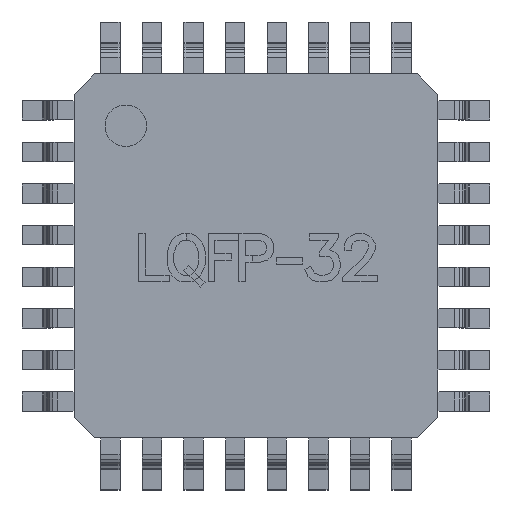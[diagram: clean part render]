
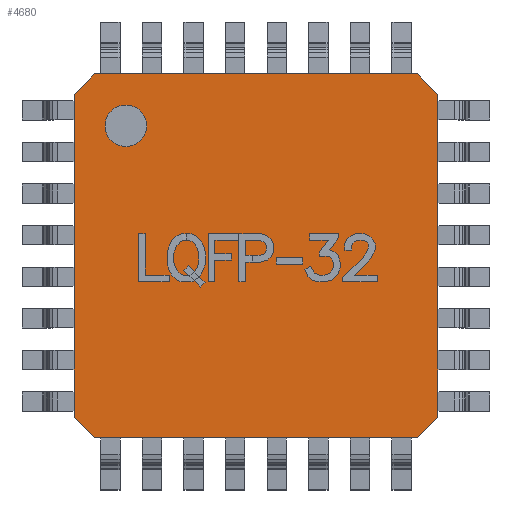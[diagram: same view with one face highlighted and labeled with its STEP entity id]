
A CAD part, top view. The second image highlights one B-rep face of the part: STEP entity #4680.
In plain terms, the highlighted planar face has unit normal (0, 0, 1).
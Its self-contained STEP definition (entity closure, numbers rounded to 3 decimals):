
#881=FACE_OUTER_BOUND('',#1094,.T.);
#1094=EDGE_LOOP('',(#3675,#3676,#3677,#3678,#3679,#3680,#3681,#3682));
#1427=LINE('',#7719,#1984);
#1430=LINE('',#7725,#1987);
#1433=LINE('',#7731,#1990);
#1436=LINE('',#7737,#1993);
#1437=LINE('',#7739,#1994);
#1438=LINE('',#7741,#1995);
#1439=LINE('',#7742,#1996);
#1440=LINE('',#7743,#1997);
#1984=VECTOR('',#6304,1000.);
#1987=VECTOR('',#6309,1000.);
#1990=VECTOR('',#6314,1000.);
#1993=VECTOR('',#6319,1000.);
#1994=VECTOR('',#6322,1000.);
#1995=VECTOR('',#6325,1000.);
#1996=VECTOR('',#6326,1000.);
#1997=VECTOR('',#6327,1000.);
#2478=VERTEX_POINT('',#7715);
#2479=VERTEX_POINT('',#7717);
#2480=VERTEX_POINT('',#7721);
#2481=VERTEX_POINT('',#7723);
#2482=VERTEX_POINT('',#7727);
#2483=VERTEX_POINT('',#7729);
#2484=VERTEX_POINT('',#7733);
#2485=VERTEX_POINT('',#7735);
#2915=EDGE_CURVE('',#2479,#2478,#1427,.T.);
#2918=EDGE_CURVE('',#2481,#2480,#1430,.T.);
#2921=EDGE_CURVE('',#2483,#2482,#1433,.T.);
#2924=EDGE_CURVE('',#2485,#2484,#1436,.T.);
#2925=EDGE_CURVE('',#2478,#2481,#1437,.T.);
#2926=EDGE_CURVE('',#2479,#2484,#1438,.T.);
#2927=EDGE_CURVE('',#2485,#2482,#1439,.T.);
#2928=EDGE_CURVE('',#2483,#2480,#1440,.T.);
#3675=ORIENTED_EDGE('',*,*,#2915,.F.);
#3676=ORIENTED_EDGE('',*,*,#2926,.T.);
#3677=ORIENTED_EDGE('',*,*,#2924,.F.);
#3678=ORIENTED_EDGE('',*,*,#2927,.T.);
#3679=ORIENTED_EDGE('',*,*,#2921,.F.);
#3680=ORIENTED_EDGE('',*,*,#2928,.T.);
#3681=ORIENTED_EDGE('',*,*,#2918,.F.);
#3682=ORIENTED_EDGE('',*,*,#2925,.F.);
#4468=PLANE('',#5287);
#4680=ADVANCED_FACE('',(#881),#4468,.T.);
#5287=AXIS2_PLACEMENT_3D('',#7740,#6323,#6324);
#6304=DIRECTION('',(0.,1.,0.));
#6309=DIRECTION('',(1.,0.,0.));
#6314=DIRECTION('',(0.,-1.,0.));
#6319=DIRECTION('',(-1.,0.,0.));
#6322=DIRECTION('',(0.707,0.707,0.));
#6323=DIRECTION('center_axis',(0.,0.,1.));
#6324=DIRECTION('ref_axis',(1.,0.,0.));
#6325=DIRECTION('',(0.707,-0.707,0.));
#6326=DIRECTION('',(0.707,0.707,0.));
#6327=DIRECTION('',(-0.707,0.707,0.));
#7715=CARTESIAN_POINT('',(-3.5,3.1,1.55));
#7717=CARTESIAN_POINT('',(-3.5,-3.1,1.55));
#7719=CARTESIAN_POINT('',(-3.5,-3.1,1.55));
#7721=CARTESIAN_POINT('',(3.1,3.5,1.55));
#7723=CARTESIAN_POINT('',(-3.1,3.5,1.55));
#7725=CARTESIAN_POINT('',(-3.1,3.5,1.55));
#7727=CARTESIAN_POINT('',(3.5,-3.1,1.55));
#7729=CARTESIAN_POINT('',(3.5,3.1,1.55));
#7731=CARTESIAN_POINT('',(3.5,3.1,1.55));
#7733=CARTESIAN_POINT('',(-3.1,-3.5,1.55));
#7735=CARTESIAN_POINT('',(3.1,-3.5,1.55));
#7737=CARTESIAN_POINT('',(3.1,-3.5,1.55));
#7739=CARTESIAN_POINT('',(-3.5,3.1,1.55));
#7740=CARTESIAN_POINT('Origin',(-3.1,-3.5,1.55));
#7741=CARTESIAN_POINT('',(-3.5,-3.1,1.55));
#7742=CARTESIAN_POINT('',(3.1,-3.5,1.55));
#7743=CARTESIAN_POINT('',(3.5,3.1,1.55));
